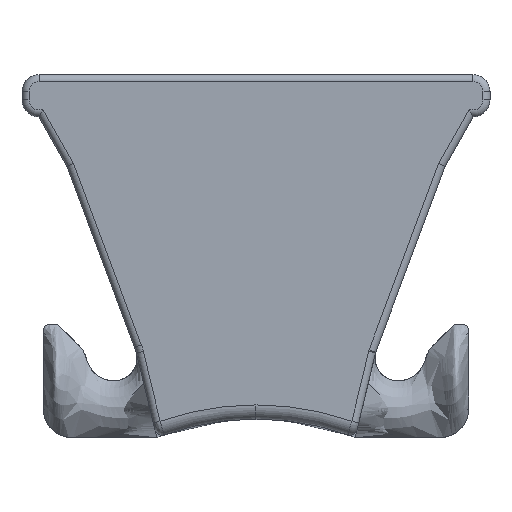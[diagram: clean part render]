
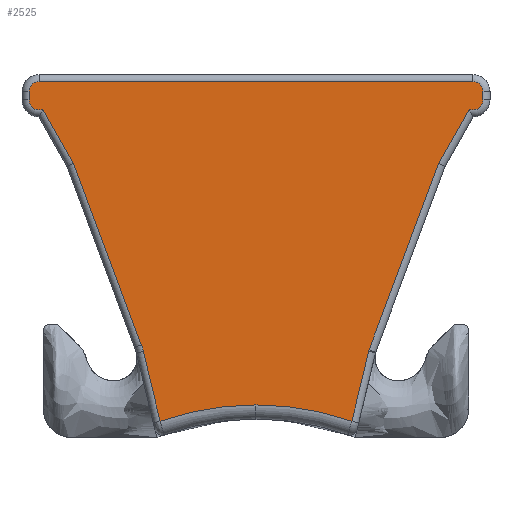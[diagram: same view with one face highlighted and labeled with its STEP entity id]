
A CAD part, front view. The second image highlights one B-rep face of the part: STEP entity #2525.
In plain terms, the highlighted planar face has unit normal (0, -1, 0).
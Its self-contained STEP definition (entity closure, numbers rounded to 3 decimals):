
#1 = DIRECTION ( 'NONE',  ( 0., 0., 1. ) ) ;
#11 = DIRECTION ( 'NONE',  ( 0.493, 0., 0.87 ) ) ;
#44 = AXIS2_PLACEMENT_3D ( 'NONE', #2692, #823, #1297 ) ;
#51 = CARTESIAN_POINT ( 'NONE',  ( 15.3, 0., 12.4 ) ) ;
#59 = EDGE_CURVE ( 'NONE', #2197, #1319, #2498, .T. ) ;
#64 = VERTEX_POINT ( 'NONE', #825 ) ;
#66 = EDGE_CURVE ( 'NONE', #744, #1099, #2935, .T. ) ;
#94 = DIRECTION ( 'NONE',  ( 0., 0., 1. ) ) ;
#147 = CARTESIAN_POINT ( 'NONE',  ( -6.603, 0., -3.74 ) ) ;
#171 = ORIENTED_EDGE ( 'NONE', *, *, #59, .T. ) ;
#177 = VERTEX_POINT ( 'NONE', #2041 ) ;
#211 = ORIENTED_EDGE ( 'NONE', *, *, #352, .T. ) ;
#236 = CARTESIAN_POINT ( 'NONE',  ( -7.941, 0., -5.928 ) ) ;
#243 = VECTOR ( 'NONE', #3067, 1000. ) ;
#251 = DIRECTION ( 'NONE',  ( 0., 1., 0. ) ) ;
#278 = VERTEX_POINT ( 'NONE', #236 ) ;
#313 = DIRECTION ( 'NONE',  ( 0., 1., 0. ) ) ;
#317 = CARTESIAN_POINT ( 'NONE',  ( -16., 0., 11.8 ) ) ;
#327 = VERTEX_POINT ( 'NONE', #1506 ) ;
#334 = DIRECTION ( 'NONE',  ( 0.233, 0., -0.972 ) ) ;
#350 = CIRCLE ( 'NONE', #2442, 0.7 ) ;
#352 = EDGE_CURVE ( 'NONE', #2164, #1020, #1521, .T. ) ;
#384 = EDGE_CURVE ( 'NONE', #2034, #3131, #3181, .T. ) ;
#421 = DIRECTION ( 'NONE',  ( -1., 0., 0. ) ) ;
#440 = CARTESIAN_POINT ( 'NONE',  ( -16., 0., 0. ) ) ;
#453 = CARTESIAN_POINT ( 'NONE',  ( -15.3, 0., 11.8 ) ) ;
#474 = DIRECTION ( 'NONE',  ( 0., 0., 1. ) ) ;
#485 = DIRECTION ( 'NONE',  ( 0., 0., 1. ) ) ;
#521 = LINE ( 'NONE', #2649, #1497 ) ;
#525 = CARTESIAN_POINT ( 'NONE',  ( 7.944, 0., -5.912 ) ) ;
#585 = VERTEX_POINT ( 'NONE', #1298 ) ;
#610 = PLANE ( 'NONE',  #2543 ) ;
#645 = CARTESIAN_POINT ( 'NONE',  ( -16., 0., 12.4 ) ) ;
#659 = DIRECTION ( 'NONE',  ( 0.349, 0., 0.937 ) ) ;
#675 = LINE ( 'NONE', #2774, #2439 ) ;
#684 = LINE ( 'NONE', #1434, #1341 ) ;
#712 = LINE ( 'NONE', #440, #243 ) ;
#727 = CARTESIAN_POINT ( 'NONE',  ( 12.874, 0., 7.331 ) ) ;
#737 = ORIENTED_EDGE ( 'NONE', *, *, #1702, .T. ) ;
#738 = CIRCLE ( 'NONE', #1946, 20.5 ) ;
#744 = VERTEX_POINT ( 'NONE', #525 ) ;
#746 = EDGE_CURVE ( 'NONE', #177, #585, #738, .T. ) ;
#797 = EDGE_CURVE ( 'NONE', #1743, #64, #1065, .T. ) ;
#805 = CARTESIAN_POINT ( 'NONE',  ( 6.603, 0., -3.74 ) ) ;
#807 = DIRECTION ( 'NONE',  ( 0., 0., 1. ) ) ;
#823 = DIRECTION ( 'NONE',  ( 0., -1., 0. ) ) ;
#825 = CARTESIAN_POINT ( 'NONE',  ( -15.037, 0., 11.151 ) ) ;
#860 = DIRECTION ( 'NONE',  ( 0., 0., 1. ) ) ;
#884 = CIRCLE ( 'NONE', #1158, 2.12 ) ;
#889 = CARTESIAN_POINT ( 'NONE',  ( 16., 0., 12.4 ) ) ;
#956 = AXIS2_PLACEMENT_3D ( 'NONE', #3110, #1296, #485 ) ;
#1008 = AXIS2_PLACEMENT_3D ( 'NONE', #51, #2678, #807 ) ;
#1020 = VERTEX_POINT ( 'NONE', #645 ) ;
#1024 = ORIENTED_EDGE ( 'NONE', *, *, #384, .T. ) ;
#1052 = CARTESIAN_POINT ( 'NONE',  ( 15.3, 0., 11.8 ) ) ;
#1065 = CIRCLE ( 'NONE', #2987, 0.7 ) ;
#1070 = EDGE_CURVE ( 'NONE', #327, #278, #884, .T. ) ;
#1099 = VERTEX_POINT ( 'NONE', #1661 ) ;
#1104 = CARTESIAN_POINT ( 'NONE',  ( 15.3, 0., 13.1 ) ) ;
#1115 = CIRCLE ( 'NONE', #956, 20.5 ) ;
#1137 = CARTESIAN_POINT ( 'NONE',  ( -8.901, 0., -3.32 ) ) ;
#1158 = AXIS2_PLACEMENT_3D ( 'NONE', #2973, #1443, #2460 ) ;
#1296 = DIRECTION ( 'NONE',  ( 0., 1., 0. ) ) ;
#1297 = DIRECTION ( 'NONE',  ( 0., 0., 1. ) ) ;
#1298 = CARTESIAN_POINT ( 'NONE',  ( 0., 0., -9.7 ) ) ;
#1319 = VERTEX_POINT ( 'NONE', #1104 ) ;
#1341 = VECTOR ( 'NONE', #2231, 1000. ) ;
#1365 = VECTOR ( 'NONE', #3260, 1000. ) ;
#1373 = ORIENTED_EDGE ( 'NONE', *, *, #2004, .T. ) ;
#1378 = LINE ( 'NONE', #2449, #1776 ) ;
#1405 = EDGE_CURVE ( 'NONE', #3131, #2639, #350, .T. ) ;
#1415 = LINE ( 'NONE', #1137, #1365 ) ;
#1427 = DIRECTION ( 'NONE',  ( 0.493, 0., -0.87 ) ) ;
#1434 = CARTESIAN_POINT ( 'NONE',  ( 8.852, 0., -2.121 ) ) ;
#1443 = DIRECTION ( 'NONE',  ( 0., 1., 0. ) ) ;
#1497 = VECTOR ( 'NONE', #1, 1000. ) ;
#1506 = CARTESIAN_POINT ( 'NONE',  ( -8.105, 0., -5.453 ) ) ;
#1521 = CIRCLE ( 'NONE', #44, 0.7 ) ;
#1578 = DIRECTION ( 'NONE',  ( 0., 0., 1. ) ) ;
#1618 = ORIENTED_EDGE ( 'NONE', *, *, #66, .T. ) ;
#1651 = CARTESIAN_POINT ( 'NONE',  ( 0., 0., 0. ) ) ;
#1661 = CARTESIAN_POINT ( 'NONE',  ( 7.964, 0., -5.832 ) ) ;
#1664 = LINE ( 'NONE', #147, #2653 ) ;
#1693 = ORIENTED_EDGE ( 'NONE', *, *, #1849, .T. ) ;
#1697 = ORIENTED_EDGE ( 'NONE', *, *, #2542, .T. ) ;
#1702 = EDGE_CURVE ( 'NONE', #2639, #2197, #521, .T. ) ;
#1734 = VERTEX_POINT ( 'NONE', #3217 ) ;
#1743 = VERTEX_POINT ( 'NONE', #317 ) ;
#1773 = DIRECTION ( 'NONE',  ( 0., -1., 0. ) ) ;
#1776 = VECTOR ( 'NONE', #334, 1000. ) ;
#1849 = EDGE_CURVE ( 'NONE', #1099, #2034, #1926, .T. ) ;
#1857 = DIRECTION ( 'NONE',  ( 0., 0., 1. ) ) ;
#1858 = VECTOR ( 'NONE', #11, 1000. ) ;
#1859 = EDGE_CURVE ( 'NONE', #64, #2190, #1664, .T. ) ;
#1926 = LINE ( 'NONE', #2258, #2218 ) ;
#1946 = AXIS2_PLACEMENT_3D ( 'NONE', #2824, #251, #1578 ) ;
#1965 = EDGE_CURVE ( 'NONE', #1319, #2164, #675, .T. ) ;
#2004 = EDGE_CURVE ( 'NONE', #1020, #1743, #712, .T. ) ;
#2009 = CARTESIAN_POINT ( 'NONE',  ( 16., 0., 11.8 ) ) ;
#2034 = VERTEX_POINT ( 'NONE', #727 ) ;
#2041 = CARTESIAN_POINT ( 'NONE',  ( -6.762, 0., -10.848 ) ) ;
#2119 = ORIENTED_EDGE ( 'NONE', *, *, #2879, .T. ) ;
#2149 = EDGE_LOOP ( 'NONE', ( #2996, #2334, #1697, #1618, #1693, #1024, #3112, #737, #171, #3146, #211, #1373, #3283, #2923, #2666, #2427, #2119 ) ) ;
#2164 = VERTEX_POINT ( 'NONE', #3287 ) ;
#2174 = FACE_OUTER_BOUND ( 'NONE', #2149, .T. ) ;
#2190 = VERTEX_POINT ( 'NONE', #2270 ) ;
#2197 = VERTEX_POINT ( 'NONE', #889 ) ;
#2218 = VECTOR ( 'NONE', #659, 1000. ) ;
#2231 = DIRECTION ( 'NONE',  ( 0.233, 0., 0.972 ) ) ;
#2258 = CARTESIAN_POINT ( 'NONE',  ( 8.901, 0., -3.32 ) ) ;
#2270 = CARTESIAN_POINT ( 'NONE',  ( -12.874, 0., 7.331 ) ) ;
#2277 = EDGE_CURVE ( 'NONE', #585, #1734, #1115, .T. ) ;
#2334 = ORIENTED_EDGE ( 'NONE', *, *, #2277, .T. ) ;
#2427 = ORIENTED_EDGE ( 'NONE', *, *, #1070, .T. ) ;
#2439 = VECTOR ( 'NONE', #421, 1000. ) ;
#2442 = AXIS2_PLACEMENT_3D ( 'NONE', #1052, #3220, #860 ) ;
#2449 = CARTESIAN_POINT ( 'NONE',  ( -8.853, 0., -2.121 ) ) ;
#2460 = DIRECTION ( 'NONE',  ( 0., 0., 1. ) ) ;
#2498 = CIRCLE ( 'NONE', #1008, 0.7 ) ;
#2525 = ADVANCED_FACE ( 'NONE', ( #2174 ), #610, .F. ) ;
#2542 = EDGE_CURVE ( 'NONE', #1734, #744, #684, .T. ) ;
#2543 = AXIS2_PLACEMENT_3D ( 'NONE', #1651, #2704, #94 ) ;
#2583 = CARTESIAN_POINT ( 'NONE',  ( 15.037, 0., 11.151 ) ) ;
#2639 = VERTEX_POINT ( 'NONE', #2009 ) ;
#2643 = CARTESIAN_POINT ( 'NONE',  ( 10.012, 0., -6.38 ) ) ;
#2649 = CARTESIAN_POINT ( 'NONE',  ( 16., 0., 0. ) ) ;
#2653 = VECTOR ( 'NONE', #1427, 1000. ) ;
#2666 = ORIENTED_EDGE ( 'NONE', *, *, #3326, .T. ) ;
#2678 = DIRECTION ( 'NONE',  ( 0., -1., 0. ) ) ;
#2692 = CARTESIAN_POINT ( 'NONE',  ( -15.3, 0., 12.4 ) ) ;
#2704 = DIRECTION ( 'NONE',  ( 0., 1., 0. ) ) ;
#2774 = CARTESIAN_POINT ( 'NONE',  ( 0., 0., 13.1 ) ) ;
#2824 = CARTESIAN_POINT ( 'NONE',  ( 0., 0., -30.2 ) ) ;
#2879 = EDGE_CURVE ( 'NONE', #278, #177, #1378, .T. ) ;
#2923 = ORIENTED_EDGE ( 'NONE', *, *, #1859, .T. ) ;
#2935 = CIRCLE ( 'NONE', #3372, 2.12 ) ;
#2973 = CARTESIAN_POINT ( 'NONE',  ( -10.012, 0., -6.38 ) ) ;
#2987 = AXIS2_PLACEMENT_3D ( 'NONE', #453, #1773, #474 ) ;
#2996 = ORIENTED_EDGE ( 'NONE', *, *, #746, .T. ) ;
#3067 = DIRECTION ( 'NONE',  ( 0., 0., -1. ) ) ;
#3110 = CARTESIAN_POINT ( 'NONE',  ( 0., 0., -30.2 ) ) ;
#3112 = ORIENTED_EDGE ( 'NONE', *, *, #1405, .T. ) ;
#3131 = VERTEX_POINT ( 'NONE', #2583 ) ;
#3146 = ORIENTED_EDGE ( 'NONE', *, *, #1965, .T. ) ;
#3181 = LINE ( 'NONE', #805, #1858 ) ;
#3217 = CARTESIAN_POINT ( 'NONE',  ( 6.762, 0., -10.848 ) ) ;
#3220 = DIRECTION ( 'NONE',  ( 0., -1., 0. ) ) ;
#3260 = DIRECTION ( 'NONE',  ( 0.349, 0., -0.937 ) ) ;
#3283 = ORIENTED_EDGE ( 'NONE', *, *, #797, .T. ) ;
#3287 = CARTESIAN_POINT ( 'NONE',  ( -15.3, 0., 13.1 ) ) ;
#3326 = EDGE_CURVE ( 'NONE', #2190, #327, #1415, .T. ) ;
#3372 = AXIS2_PLACEMENT_3D ( 'NONE', #2643, #313, #1857 ) ;
